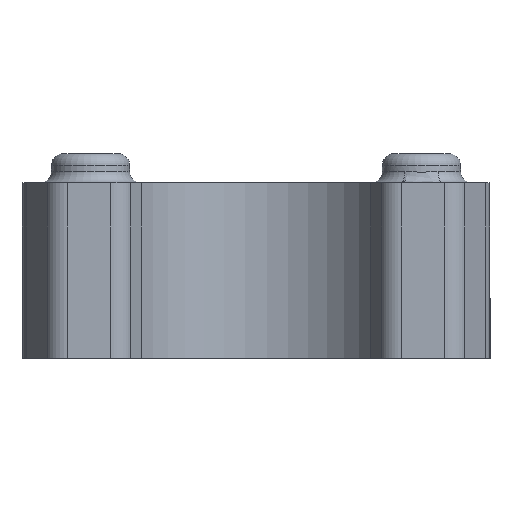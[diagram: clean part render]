
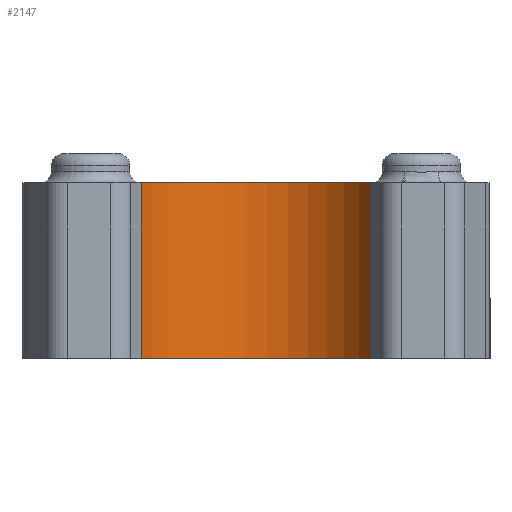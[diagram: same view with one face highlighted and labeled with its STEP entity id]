
A CAD part, front view. The second image highlights one B-rep face of the part: STEP entity #2147.
In plain terms, the highlighted cylindrical face has radius 14.351 mm (diameter 28.702 mm), a partial arc.
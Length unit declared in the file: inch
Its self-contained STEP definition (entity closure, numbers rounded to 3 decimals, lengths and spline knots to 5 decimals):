
#367 = CARTESIAN_POINT ( 'NONE',  ( -0.49121, -0.84582, 0. ) ) ;
#501 = AXIS2_PLACEMENT_3D ( 'NONE', #4794, #4234, #1537 ) ;
#806 = DIRECTION ( 'NONE',  ( 0., 0., 1. ) ) ;
#935 = EDGE_LOOP ( 'NONE', ( #3782, #4052, #8079, #5007 ) ) ;
#1091 = CARTESIAN_POINT ( 'NONE',  ( 0., -1.125, 1. ) ) ;
#1380 = EDGE_CURVE ( 'NONE', #3575, #5832, #4302, .T. ) ;
#1460 = VERTEX_POINT ( 'NONE', #367 ) ;
#1537 = DIRECTION ( 'NONE',  ( -1., 0., 0. ) ) ;
#1664 = EDGE_CURVE ( 'NONE', #5832, #1460, #6476, .T. ) ;
#2147 = ADVANCED_FACE ( 'NONE', ( #7609 ), #5587, .F. ) ;
#2212 = DIRECTION ( 'NONE',  ( 1., 0., 0. ) ) ;
#2343 = AXIS2_PLACEMENT_3D ( 'NONE', #1091, #4945, #8215 ) ;
#2581 = CARTESIAN_POINT ( 'NONE',  ( -0.49121, -0.84582, 0.75 ) ) ;
#2616 = CARTESIAN_POINT ( 'NONE',  ( 0.49121, -0.84582, 0. ) ) ;
#2803 = DIRECTION ( 'NONE',  ( 0., 0., 1. ) ) ;
#2906 = VECTOR ( 'NONE', #2803, 39.37008 ) ;
#3556 = EDGE_CURVE ( 'NONE', #8449, #3575, #6834, .T. ) ;
#3575 = VERTEX_POINT ( 'NONE', #7481 ) ;
#3782 = ORIENTED_EDGE ( 'NONE', *, *, #7491, .T. ) ;
#4052 = ORIENTED_EDGE ( 'NONE', *, *, #3556, .T. ) ;
#4234 = DIRECTION ( 'NONE',  ( 0., 0., -1. ) ) ;
#4302 = CIRCLE ( 'NONE', #5399, 0.565 ) ;
#4794 = CARTESIAN_POINT ( 'NONE',  ( 0., -1.125, 0. ) ) ;
#4945 = DIRECTION ( 'NONE',  ( 0., 0., -1. ) ) ;
#5007 = ORIENTED_EDGE ( 'NONE', *, *, #1664, .T. ) ;
#5275 = CARTESIAN_POINT ( 'NONE',  ( -0.49121, -0.84582, 1. ) ) ;
#5399 = AXIS2_PLACEMENT_3D ( 'NONE', #5466, #806, #2212 ) ;
#5462 = CARTESIAN_POINT ( 'NONE',  ( 0.49121, -0.84582, 1. ) ) ;
#5466 = CARTESIAN_POINT ( 'NONE',  ( 0., -1.125, 0.75 ) ) ;
#5587 = CYLINDRICAL_SURFACE ( 'NONE', #2343, 0.565 ) ;
#5832 = VERTEX_POINT ( 'NONE', #2581 ) ;
#5877 = DIRECTION ( 'NONE',  ( 0., 0., -1. ) ) ;
#5983 = CIRCLE ( 'NONE', #501, 0.565 ) ;
#6476 = LINE ( 'NONE', #5275, #7107 ) ;
#6834 = LINE ( 'NONE', #5462, #2906 ) ;
#7107 = VECTOR ( 'NONE', #5877, 39.37008 ) ;
#7481 = CARTESIAN_POINT ( 'NONE',  ( 0.49121, -0.84582, 0.75 ) ) ;
#7491 = EDGE_CURVE ( 'NONE', #1460, #8449, #5983, .T. ) ;
#7609 = FACE_OUTER_BOUND ( 'NONE', #935, .T. ) ;
#8079 = ORIENTED_EDGE ( 'NONE', *, *, #1380, .T. ) ;
#8215 = DIRECTION ( 'NONE',  ( -1., 0., 0. ) ) ;
#8449 = VERTEX_POINT ( 'NONE', #2616 ) ;
